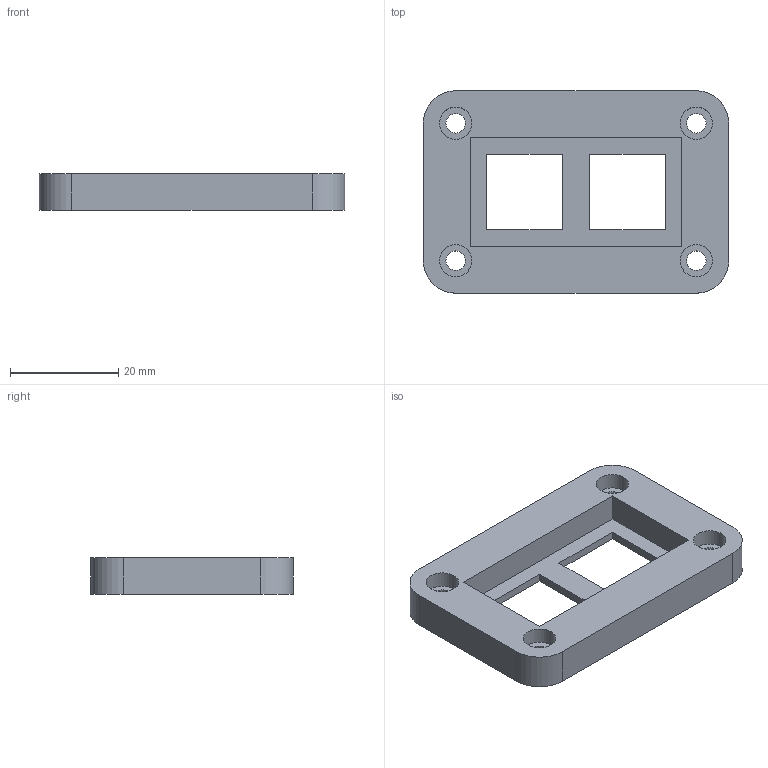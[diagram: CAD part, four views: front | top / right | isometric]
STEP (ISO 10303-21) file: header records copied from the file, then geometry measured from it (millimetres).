
FILE_DESCRIPTION(/* description */ (''),/* implementation_level */ '2;1');
FILE_NAME(/* name */ 'key-block.step',/* time_stamp */ '2023-01-17T19:54:40-05:00',/* author */ (''),/* organization */ (''),/* preprocessor_version */ 'ST-DEVELOPER v19.2',/* originating_system */ 'Autodesk Translation Framework v11.17.0.187',/* authorisation */ '');
FILE_SCHEMA (('AUTOMOTIVE_DESIGN { 1 0 10303 214 3 1 1 }'));
Length unit declared in the file: millimetre
Products named in the file (1): key-block
Bounding box: 56.45 x 37.4 x 6.7 mm (x, y, z)
Volume: 8799.1 mm3; surface area: 5659.5 mm2
Topology: 1 solids, 1 shells, 35 faces, 84 edges, 56 vertices
Faces by surface type: plane 23, cylinder 12
Full cylindrical faces by diameter (mm): 3.6 x4, 6 x4
Entity records: 1079 total; most frequent: DIRECTION 180, CARTESIAN_POINT 176, ORIENTED_EDGE 168, EDGE_CURVE 84, LINE 60, VECTOR 60, AXIS2_PLACEMENT_3D 60, VERTEX_POINT 56
